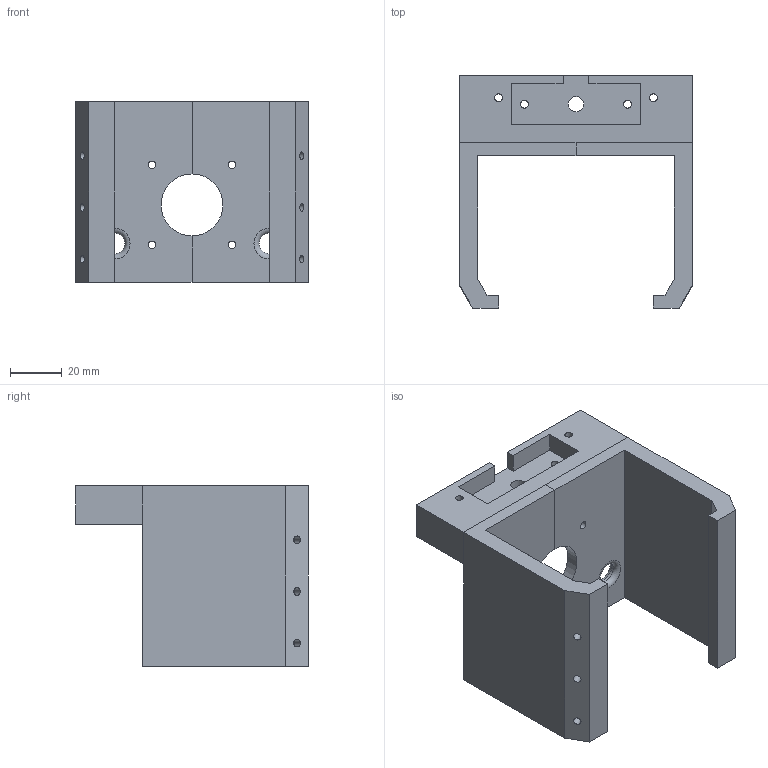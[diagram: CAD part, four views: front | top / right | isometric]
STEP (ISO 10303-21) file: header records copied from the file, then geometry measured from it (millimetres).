
FILE_DESCRIPTION(('FreeCAD Model'),'2;1');
FILE_NAME('Open CASCADE Shape Model','2021-12-15T23:30:01',('Author'),( ''),'Open CASCADE STEP processor 7.5','FreeCAD','Unknown');
FILE_SCHEMA(('AUTOMOTIVE_DESIGN { 1 0 10303 214 1 1 1 1 }'));
Length unit declared in the file: millimetre
Products named in the file (1): motorFrame
Bounding box: 90 x 90.06 x 70 mm (x, y, z)
Volume: 118012.5 mm3; surface area: 40786 mm2
Topology: 1 solids, 1 shells, 99 faces, 268 edges, 175 vertices
Faces by surface type: plane 77, cylinder 18, torus 4
Full cylindrical faces by diameter (mm): 3 x14, 6 x1, 8 x2, 24 x1
Entity records: 6710 total; most frequent: CARTESIAN_POINT 1181, DIRECTION 1035, LINE 716, VECTOR 716, ORIENTED_EDGE 536, PCURVE 536, DEFINITIONAL_REPRESENTATION 536, EDGE_CURVE 268
